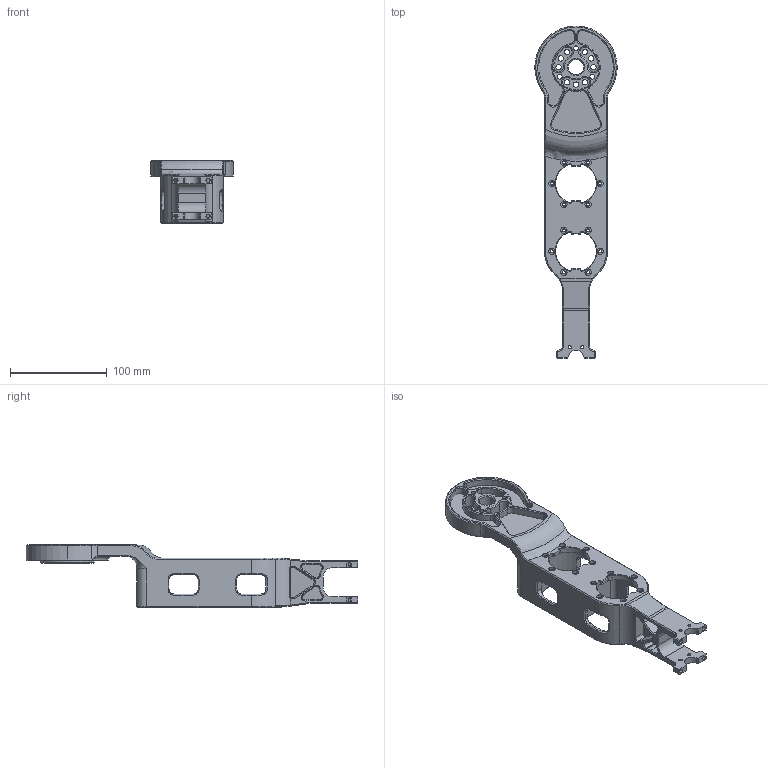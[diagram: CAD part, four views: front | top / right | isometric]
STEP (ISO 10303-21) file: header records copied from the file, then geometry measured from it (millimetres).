
FILE_DESCRIPTION (( 'STEP AP214' ), '1' );
FILE_NAME ('苤虯.STEP', '2025-04-21T10:46:35', ( 'Windows User' ), ( 'P R C' ), 'SwSTEP 2.0', 'SolidWorks 2020', '' );
FILE_SCHEMA (( 'AUTOMOTIVE_DESIGN' ));
Length unit declared in the file: millimetre
Products named in the file (1): 苤虯
Bounding box: 85 x 342.5 x 65 mm (x, y, z)
Volume: 256408.1 mm3; surface area: 103286.7 mm2
Topology: 1 solids, 1 shells, 673 faces, 1693 edges, 1029 vertices
Faces by surface type: cylinder 257, plane 211, cone 175, bspline 24, torus 6
Entity records: 23969 total; most frequent: CARTESIAN_POINT 7283, DIRECTION 3588, ORIENTED_EDGE 3378, EDGE_CURVE 1689, AXIS2_PLACEMENT_3D 1359, VERTEX_POINT 1029, LINE 870, VECTOR 870
